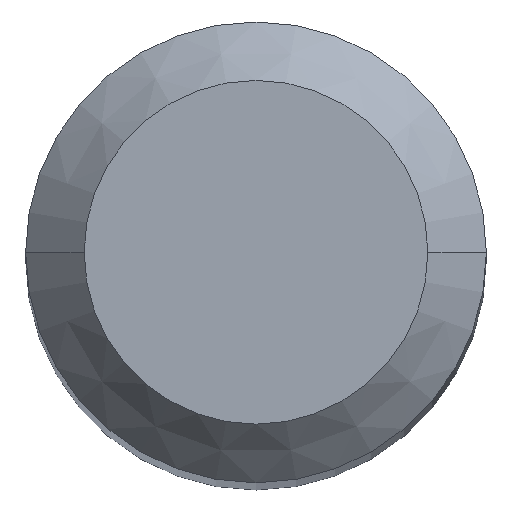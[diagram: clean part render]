
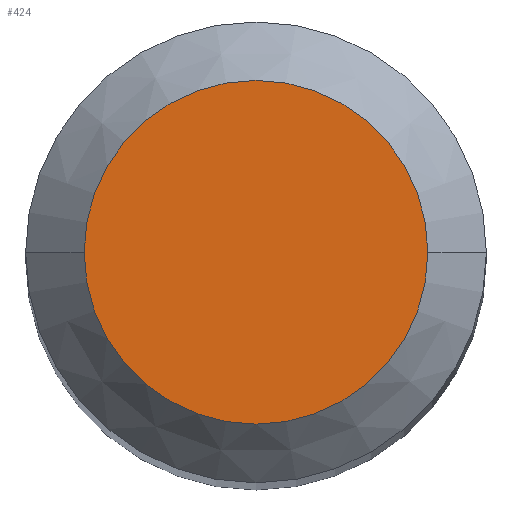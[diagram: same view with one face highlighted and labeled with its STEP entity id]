
A CAD part, top view. The second image highlights one B-rep face of the part: STEP entity #424.
In plain terms, the highlighted planar face has unit normal (0, 0, 1).
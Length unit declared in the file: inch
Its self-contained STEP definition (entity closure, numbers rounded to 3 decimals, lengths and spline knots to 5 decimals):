
#41 = CARTESIAN_POINT ( 'NONE',  ( 0., 0., 1.49606 ) ) ;
#49 = EDGE_LOOP ( 'NONE', ( #132, #698 ) ) ;
#81 = CIRCLE ( 'NONE', #758, 0.04405 ) ;
#132 = ORIENTED_EDGE ( 'NONE', *, *, #317, .T. ) ;
#213 = DIRECTION ( 'NONE',  ( 1., 0., 0. ) ) ;
#317 = EDGE_CURVE ( 'NONE', #616, #416, #712, .T. ) ;
#327 = FACE_OUTER_BOUND ( 'NONE', #49, .T. ) ;
#358 = EDGE_CURVE ( 'NONE', #416, #616, #81, .T. ) ;
#416 = VERTEX_POINT ( 'NONE', #1028 ) ;
#424 = ADVANCED_FACE ( 'NONE', ( #327 ), #636, .T. ) ;
#506 = DIRECTION ( 'NONE',  ( 1., 0., 0. ) ) ;
#546 = CARTESIAN_POINT ( 'NONE',  ( 0., 0., 1.49606 ) ) ;
#553 = DIRECTION ( 'NONE',  ( 0., 0., 1. ) ) ;
#577 = CARTESIAN_POINT ( 'NONE',  ( 0., 0., 1.49606 ) ) ;
#597 = AXIS2_PLACEMENT_3D ( 'NONE', #546, #553, #865 ) ;
#616 = VERTEX_POINT ( 'NONE', #979 ) ;
#636 = PLANE ( 'NONE',  #682 ) ;
#682 = AXIS2_PLACEMENT_3D ( 'NONE', #577, #978, #506 ) ;
#698 = ORIENTED_EDGE ( 'NONE', *, *, #358, .T. ) ;
#712 = CIRCLE ( 'NONE', #597, 0.04405 ) ;
#758 = AXIS2_PLACEMENT_3D ( 'NONE', #41, #926, #213 ) ;
#865 = DIRECTION ( 'NONE',  ( 1., 0., 0. ) ) ;
#926 = DIRECTION ( 'NONE',  ( 0., 0., 1. ) ) ;
#978 = DIRECTION ( 'NONE',  ( 0., 0., 1. ) ) ;
#979 = CARTESIAN_POINT ( 'NONE',  ( -0.04405, 0., 1.49606 ) ) ;
#1028 = CARTESIAN_POINT ( 'NONE',  ( 0.04405, 0., 1.49606 ) ) ;
